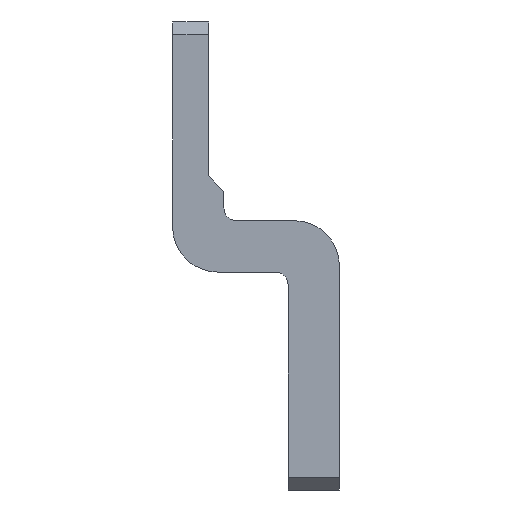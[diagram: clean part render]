
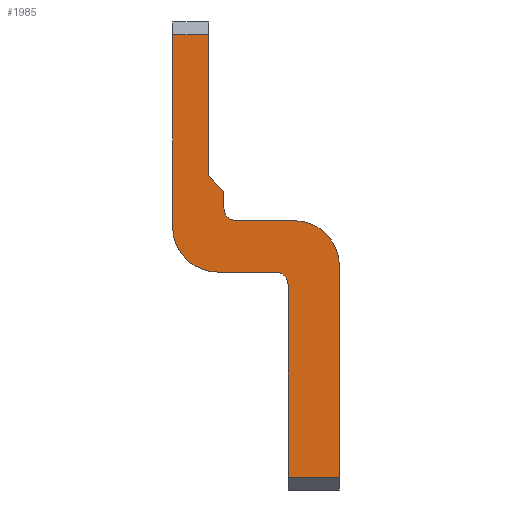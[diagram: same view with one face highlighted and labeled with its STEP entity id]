
A CAD part, left-side view. The second image highlights one B-rep face of the part: STEP entity #1985.
In plain terms, the highlighted planar face has unit normal (-1, 0, 0).
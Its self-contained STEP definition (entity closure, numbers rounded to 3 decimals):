
#1525=AXIS2_PLACEMENT_3D('Circle Axis2P3D',#1523,#1524,$) ;
#1577=AXIS2_PLACEMENT_3D('Circle Axis2P3D',#1575,#1576,$) ;
#1612=AXIS2_PLACEMENT_3D('Circle Axis2P3D',#1610,#1611,$) ;
#1664=AXIS2_PLACEMENT_3D('Circle Axis2P3D',#1662,#1663,$) ;
#1948=AXIS2_PLACEMENT_3D('Plane Axis2P3D',#1945,#1946,#1947) ;
#1466=CARTESIAN_POINT('Vertex',(-30.5,21.7,76.5)) ;
#1471=CARTESIAN_POINT('Line Origine',(-30.5,21.1,75.9)) ;
#1475=CARTESIAN_POINT('Vertex',(-30.5,20.5,75.3)) ;
#1497=CARTESIAN_POINT('Line Origine',(-30.5,20.5,74.65)) ;
#1501=CARTESIAN_POINT('Vertex',(-30.5,20.5,74.)) ;
#1523=CARTESIAN_POINT('Axis2P3D Location',(-30.5,19.5,74.)) ;
#1527=CARTESIAN_POINT('Vertex',(-30.5,19.5,73.)) ;
#1549=CARTESIAN_POINT('Line Origine',(-30.5,17.25,73.)) ;
#1553=CARTESIAN_POINT('Vertex',(-30.5,15.,73.)) ;
#1575=CARTESIAN_POINT('Axis2P3D Location',(-30.5,15.,69.5)) ;
#1579=CARTESIAN_POINT('Vertex',(-30.5,11.5,69.5)) ;
#1605=CARTESIAN_POINT('Vertex',(-30.5,15.5,68.)) ;
#1610=CARTESIAN_POINT('Axis2P3D Location',(-30.5,16.5,68.)) ;
#1614=CARTESIAN_POINT('Vertex',(-30.5,16.5,69.)) ;
#1636=CARTESIAN_POINT('Line Origine',(-30.5,18.75,69.)) ;
#1640=CARTESIAN_POINT('Vertex',(-30.5,21.,69.)) ;
#1662=CARTESIAN_POINT('Axis2P3D Location',(-30.5,21.,72.5)) ;
#1666=CARTESIAN_POINT('Vertex',(-30.5,24.5,72.5)) ;
#1872=CARTESIAN_POINT('Vertex',(-30.5,24.5,87.5)) ;
#1880=CARTESIAN_POINT('Line Origine',(-30.5,24.5,80.)) ;
#1902=CARTESIAN_POINT('Vertex',(-30.5,21.7,87.5)) ;
#1905=CARTESIAN_POINT('Line Origine',(-30.5,21.7,82.)) ;
#1933=CARTESIAN_POINT('Line Origine',(-30.5,18.,87.5)) ;
#1945=CARTESIAN_POINT('Axis2P3D Location',(-30.5,0.,0.)) ;
#1950=CARTESIAN_POINT('Line Origine',(-30.5,13.5,53.)) ;
#1954=CARTESIAN_POINT('Vertex',(-30.5,11.5,53.)) ;
#1956=CARTESIAN_POINT('Vertex',(-30.5,15.5,53.)) ;
#1959=CARTESIAN_POINT('Line Origine',(-30.5,11.5,61.25)) ;
#1964=CARTESIAN_POINT('Line Origine',(-30.5,15.5,60.5)) ;
#1472=DIRECTION('Vector Direction',(0.,-0.707,-0.707)) ;
#1498=DIRECTION('Vector Direction',(0.,0.,1.)) ;
#1524=DIRECTION('Axis2P3D Direction',(1.,0.,0.)) ;
#1550=DIRECTION('Vector Direction',(0.,1.,0.)) ;
#1576=DIRECTION('Axis2P3D Direction',(1.,0.,0.)) ;
#1611=DIRECTION('Axis2P3D Direction',(1.,0.,0.)) ;
#1637=DIRECTION('Vector Direction',(0.,-1.,0.)) ;
#1663=DIRECTION('Axis2P3D Direction',(1.,0.,0.)) ;
#1881=DIRECTION('Vector Direction',(0.,0.,-1.)) ;
#1906=DIRECTION('Vector Direction',(0.,0.,1.)) ;
#1934=DIRECTION('Vector Direction',(0.,-1.,0.)) ;
#1946=DIRECTION('Axis2P3D Direction',(1.,0.,0.)) ;
#1947=DIRECTION('Axis2P3D XDirection',(0.,1.,0.)) ;
#1951=DIRECTION('Vector Direction',(0.,1.,0.)) ;
#1960=DIRECTION('Vector Direction',(0.,0.,1.)) ;
#1965=DIRECTION('Vector Direction',(0.,0.,-1.)) ;
#1473=VECTOR('Line Direction',#1472,1.) ;
#1499=VECTOR('Line Direction',#1498,1.) ;
#1551=VECTOR('Line Direction',#1550,1.) ;
#1638=VECTOR('Line Direction',#1637,1.) ;
#1882=VECTOR('Line Direction',#1881,1.) ;
#1907=VECTOR('Line Direction',#1906,1.) ;
#1935=VECTOR('Line Direction',#1934,1.) ;
#1952=VECTOR('Line Direction',#1951,1.) ;
#1961=VECTOR('Line Direction',#1960,1.) ;
#1966=VECTOR('Line Direction',#1965,1.) ;
#1970=ORIENTED_EDGE('',*,*,#1958,.F.) ;
#1971=ORIENTED_EDGE('',*,*,#1963,.F.) ;
#1972=ORIENTED_EDGE('',*,*,#1581,.F.) ;
#1973=ORIENTED_EDGE('',*,*,#1555,.F.) ;
#1974=ORIENTED_EDGE('',*,*,#1529,.F.) ;
#1975=ORIENTED_EDGE('',*,*,#1503,.F.) ;
#1976=ORIENTED_EDGE('',*,*,#1477,.F.) ;
#1977=ORIENTED_EDGE('',*,*,#1909,.F.) ;
#1978=ORIENTED_EDGE('',*,*,#1937,.F.) ;
#1979=ORIENTED_EDGE('',*,*,#1884,.F.) ;
#1980=ORIENTED_EDGE('',*,*,#1668,.F.) ;
#1981=ORIENTED_EDGE('',*,*,#1642,.F.) ;
#1982=ORIENTED_EDGE('',*,*,#1616,.F.) ;
#1983=ORIENTED_EDGE('',*,*,#1968,.F.) ;
#1985=ADVANCED_FACE('Terminali anteriori prolungati EF superiori',(#1984),#1949,.F.) ;
#1526=CIRCLE('generated circle',#1525,1.) ;
#1578=CIRCLE('generated circle',#1577,3.5) ;
#1613=CIRCLE('generated circle',#1612,1.) ;
#1665=CIRCLE('generated circle',#1664,3.5) ;
#1477=EDGE_CURVE('',#1467,#1476,#1474,.T.) ;
#1503=EDGE_CURVE('',#1476,#1502,#1500,.F.) ;
#1529=EDGE_CURVE('',#1502,#1528,#1526,.F.) ;
#1555=EDGE_CURVE('',#1528,#1554,#1552,.F.) ;
#1581=EDGE_CURVE('',#1554,#1580,#1578,.T.) ;
#1616=EDGE_CURVE('',#1606,#1615,#1613,.F.) ;
#1642=EDGE_CURVE('',#1615,#1641,#1639,.F.) ;
#1668=EDGE_CURVE('',#1641,#1667,#1665,.T.) ;
#1884=EDGE_CURVE('',#1667,#1873,#1883,.F.) ;
#1909=EDGE_CURVE('',#1903,#1467,#1908,.F.) ;
#1937=EDGE_CURVE('',#1873,#1903,#1936,.T.) ;
#1958=EDGE_CURVE('',#1955,#1957,#1953,.T.) ;
#1963=EDGE_CURVE('',#1580,#1955,#1962,.F.) ;
#1968=EDGE_CURVE('',#1957,#1606,#1967,.F.) ;
#1969=EDGE_LOOP('',(#1970,#1971,#1972,#1973,#1974,#1975,#1976,#1977,#1978,#1979,#1980,#1981,#1982,#1983)) ;
#1984=FACE_OUTER_BOUND('',#1969,.T.) ;
#1474=LINE('Line',#1471,#1473) ;
#1500=LINE('Line',#1497,#1499) ;
#1552=LINE('Line',#1549,#1551) ;
#1639=LINE('Line',#1636,#1638) ;
#1883=LINE('Line',#1880,#1882) ;
#1908=LINE('Line',#1905,#1907) ;
#1936=LINE('Line',#1933,#1935) ;
#1953=LINE('Line',#1950,#1952) ;
#1962=LINE('Line',#1959,#1961) ;
#1967=LINE('Line',#1964,#1966) ;
#1949=PLANE('',#1948) ;
#1467=VERTEX_POINT('',#1466) ;
#1476=VERTEX_POINT('',#1475) ;
#1502=VERTEX_POINT('',#1501) ;
#1528=VERTEX_POINT('',#1527) ;
#1554=VERTEX_POINT('',#1553) ;
#1580=VERTEX_POINT('',#1579) ;
#1606=VERTEX_POINT('',#1605) ;
#1615=VERTEX_POINT('',#1614) ;
#1641=VERTEX_POINT('',#1640) ;
#1667=VERTEX_POINT('',#1666) ;
#1873=VERTEX_POINT('',#1872) ;
#1903=VERTEX_POINT('',#1902) ;
#1955=VERTEX_POINT('',#1954) ;
#1957=VERTEX_POINT('',#1956) ;
